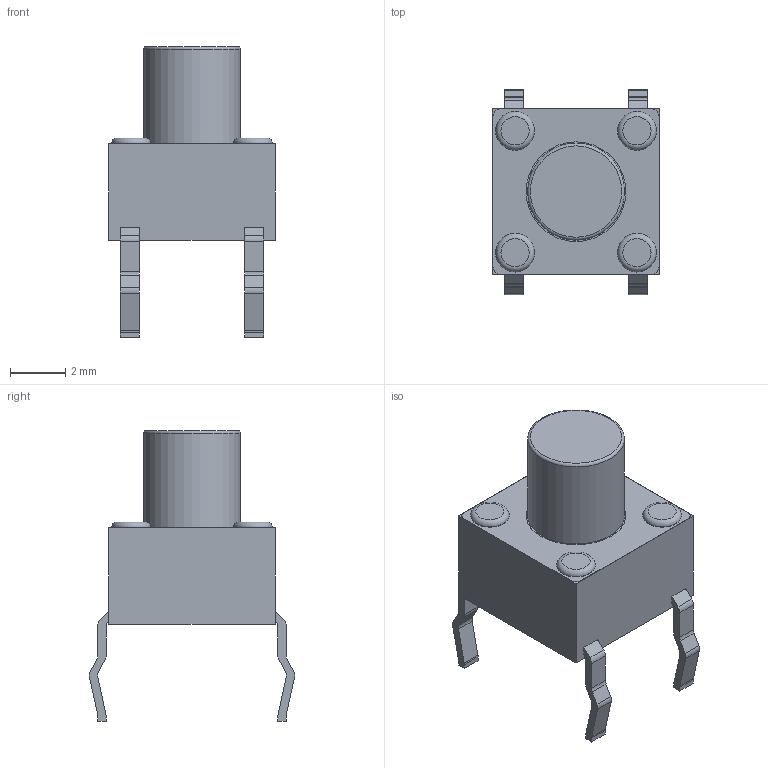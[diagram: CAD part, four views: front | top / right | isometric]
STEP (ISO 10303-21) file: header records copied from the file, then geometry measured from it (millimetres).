
FILE_DESCRIPTION(('FreeCAD Model'),'2;1');
FILE_NAME('ts_v_thm_6x6x3_5.stp', '2019-11-23T16:10:50',('Author'),(''), 'Open CASCADE STEP processor 6.8','FreeCAD','Unknown');
FILE_SCHEMA(('AUTOMOTIVE_DESIGN { 1 0 10303 214 1 1 1 1 }'));
Length unit declared in the file: millimetre
Products named in the file (7): ASSEMBLY; Pad; Fillet; Fillet001; Fillet002; Array_(Mirror_#1); Array
Assembly tree (6 placements, depth 2):
  ASSEMBLY
    Pad
    Fillet
    Fillet001
    Fillet002
    Array_(Mirror_#1)
    Array
Bounding box: 6 x 7.41 x 10.5 mm (x, y, z)
Volume: 164.2 mm3; surface area: 312.9 mm2
Topology: 11 solids, 11 shells, 125 faces, 304 edges, 201 vertices
Faces by surface type: plane 78, cylinder 42, torus 5
Full cylindrical faces by diameter (mm): 1.4 x4, 3.5 x1, 3.6 x1
Entity records: 7968 total; most frequent: CARTESIAN_POINT 1543, DIRECTION 1212, LINE 724, VECTOR 724, ORIENTED_EDGE 608, PCURVE 608, DEFINITIONAL_REPRESENTATION 608, EDGE_CURVE 304
